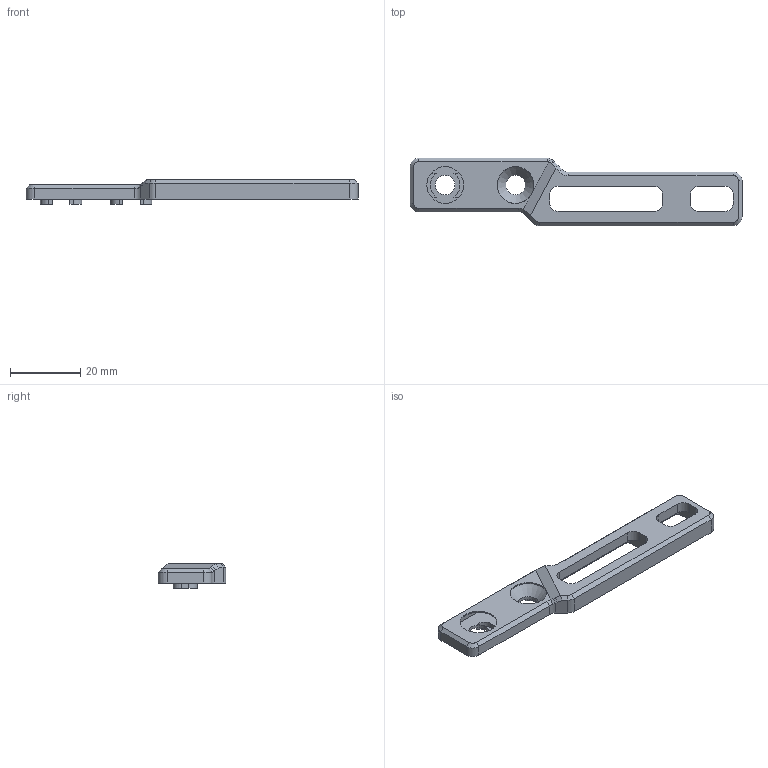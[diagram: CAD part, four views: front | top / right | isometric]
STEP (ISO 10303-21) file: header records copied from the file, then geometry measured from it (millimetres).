
FILE_DESCRIPTION(/* description */ (''),/* implementation_level */ '2;1');
FILE_NAME(/* name */ 'OHM v11.step',/* time_stamp */ '2021-03-08T08:16:51-06:00',/* author */ (''),/* organization */ (''),/* preprocessor_version */ 'ST-DEVELOPER v18.1',/* originating_system */ 'Autodesk Translation Framework v9.10.0.1330',/* authorisation */ '');
FILE_SCHEMA (('AUTOMOTIVE_DESIGN { 1 0 10303 214 3 1 1 }'));
Length unit declared in the file: inch
Products named in the file (1): OHM
Bounding box: 94.35 x 19.18 x 7.02 mm (x, y, z)
Volume: 4613.3 mm3; surface area: 4053.8 mm2
Topology: 1 solids, 1 shells, 108 faces, 293 edges, 190 vertices
Faces by surface type: plane 54, cylinder 40, cone 10, bspline 4
Full cylindrical faces by diameter (mm): 5.56 x2, 10.439 x2
Entity records: 3521 total; most frequent: CARTESIAN_POINT 706, ORIENTED_EDGE 586, DIRECTION 585, EDGE_CURVE 293, AXIS2_PLACEMENT_3D 199, VERTEX_POINT 190, LINE 187, VECTOR 187
